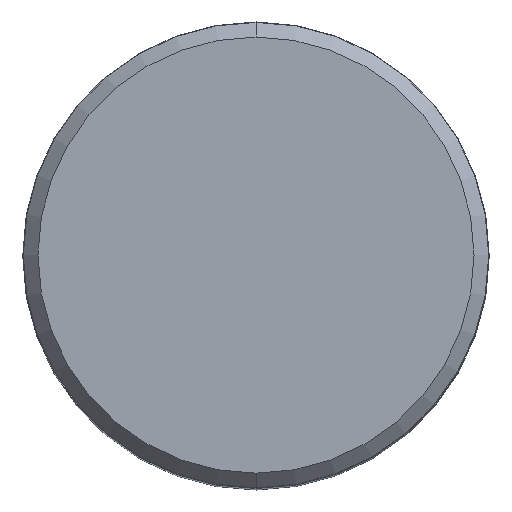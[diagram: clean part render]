
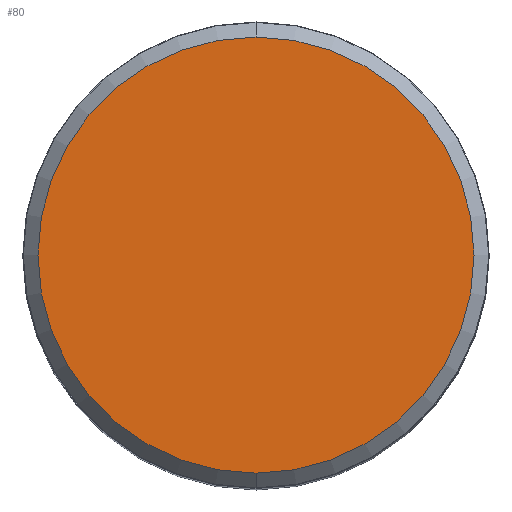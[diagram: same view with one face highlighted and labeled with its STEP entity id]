
A CAD part, top view. The second image highlights one B-rep face of the part: STEP entity #80.
In plain terms, the highlighted planar face has unit normal (0, 0, 1).
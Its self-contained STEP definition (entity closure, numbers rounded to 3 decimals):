
#60=PLANE('',#612);
#80=ADVANCED_FACE('',(#114),#60,.T.);
#114=FACE_OUTER_BOUND('',#145,.T.);
#145=EDGE_LOOP('',(#189,#190));
#189=ORIENTED_EDGE('',*,*,#334,.F.);
#190=ORIENTED_EDGE('',*,*,#335,.F.);
#298=VERTEX_POINT('',#1057);
#299=VERTEX_POINT('',#1058);
#334=EDGE_CURVE('',#298,#299,#401,.T.);
#335=EDGE_CURVE('',#299,#298,#402,.T.);
#401=CIRCLE('',#610,14.84);
#402=CIRCLE('',#611,14.84);
#610=AXIS2_PLACEMENT_3D('',#1056,#715,#716);
#611=AXIS2_PLACEMENT_3D('',#1059,#717,#718);
#612=AXIS2_PLACEMENT_3D('',#1060,#719,#720);
#715=DIRECTION('',(0.,0.,-1.));
#716=DIRECTION('',(0.,1.,0.));
#717=DIRECTION('',(0.,0.,-1.));
#718=DIRECTION('',(0.,-1.,0.));
#719=DIRECTION('',(0.,0.,1.));
#720=DIRECTION('',(0.,-1.,0.));
#1056=CARTESIAN_POINT('',(0.,0.,0.));
#1057=CARTESIAN_POINT('',(0.,14.84,0.));
#1058=CARTESIAN_POINT('',(0.,-14.84,0.));
#1059=CARTESIAN_POINT('',(0.,0.,0.));
#1060=CARTESIAN_POINT('',(0.,0.,0.));
